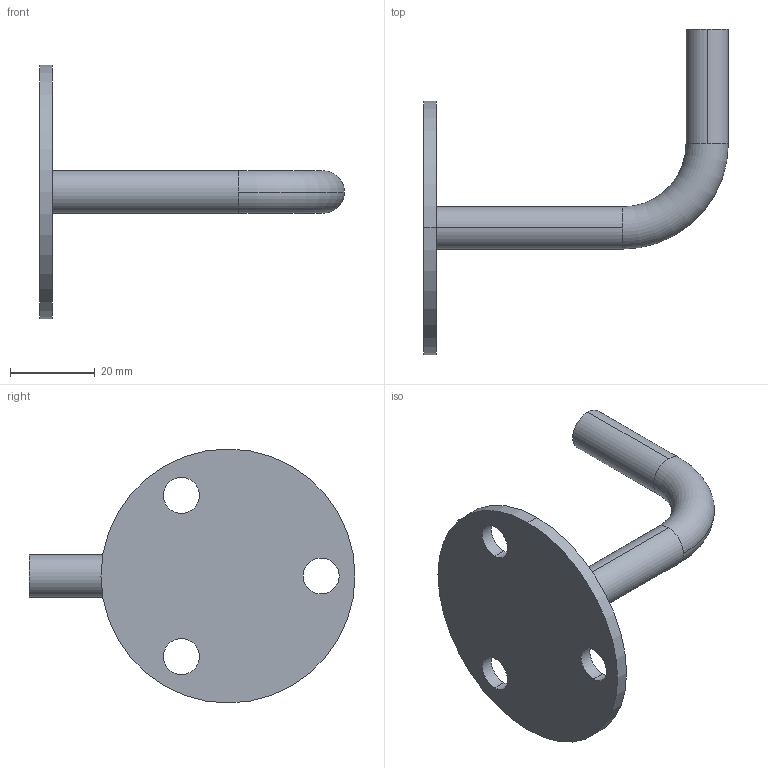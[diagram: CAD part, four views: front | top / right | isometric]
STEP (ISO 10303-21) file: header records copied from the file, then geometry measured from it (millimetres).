
FILE_DESCRIPTION (( 'STEP AP203' ), '1' );
FILE_NAME ('3D_GW2512_60x3_188681310.STEP', '2024-09-27T15:28:27', ( '' ), ( '' ), 'SwSTEP 2.0', 'SolidWorks 2024', '' );
FILE_SCHEMA (( 'CONFIG_CONTROL_DESIGN' ));
Length unit declared in the file: millimetre
Products named in the file (1): 3D_GW2512_60x3_188681310
Bounding box: 72 x 77 x 60 mm (x, y, z)
Volume: 16015.3 mm3; surface area: 9337.7 mm2
Topology: 1 solids, 1 shells, 17 faces, 42 edges, 28 vertices
Faces by surface type: cylinder 12, plane 3, torus 2
Entity records: 615 total; most frequent: DIRECTION 108, CARTESIAN_POINT 88, ORIENTED_EDGE 84, AXIS2_PLACEMENT_3D 48, EDGE_CURVE 42, CIRCLE 30, VERTEX_POINT 28, EDGE_LOOP 24
